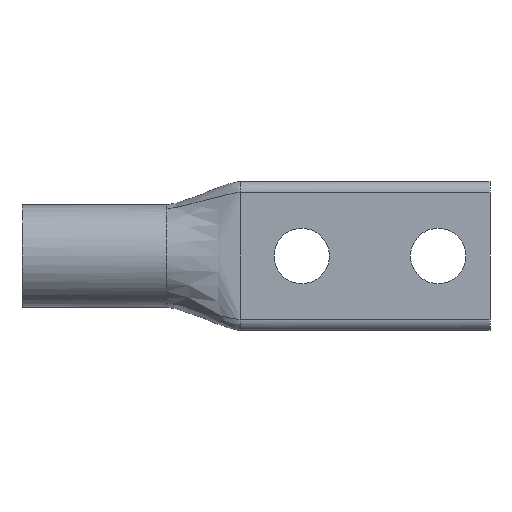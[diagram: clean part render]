
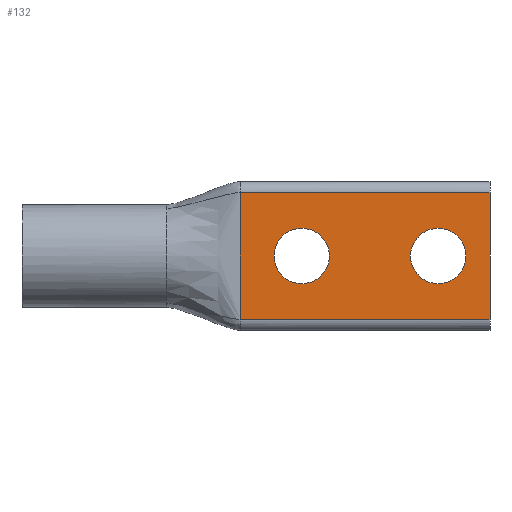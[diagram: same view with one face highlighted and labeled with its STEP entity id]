
A CAD part, front view. The second image highlights one B-rep face of the part: STEP entity #132.
In plain terms, the highlighted planar face has unit normal (0, -1, 0).
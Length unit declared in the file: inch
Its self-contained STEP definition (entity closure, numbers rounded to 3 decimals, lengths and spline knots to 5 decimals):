
#50 = ORIENTED_EDGE ( 'NONE', *, *, #531, .F. ) ;
#84 = AXIS2_PLACEMENT_3D ( 'NONE', #767, #950, #1565 ) ;
#90 = EDGE_CURVE ( 'NONE', #1459, #808, #1449, .T. ) ;
#92 = AXIS2_PLACEMENT_3D ( 'NONE', #178, #1630, #965 ) ;
#94 = CARTESIAN_POINT ( 'NONE',  ( 3.05, 0., 0.203 ) ) ;
#96 = EDGE_CURVE ( 'NONE', #840, #1312, #512, .T. ) ;
#111 = DIRECTION ( 'NONE',  ( 0., 0., 1. ) ) ;
#117 = VERTEX_POINT ( 'NONE', #94 ) ;
#119 = CARTESIAN_POINT ( 'NONE',  ( 4.53168, 0., 0.465 ) ) ;
#132 = ADVANCED_FACE ( 'NONE', ( #1208, #256, #2018 ), #414, .T. ) ;
#144 = ORIENTED_EDGE ( 'NONE', *, *, #297, .T. ) ;
#178 = CARTESIAN_POINT ( 'NONE',  ( 3.05, 0., 0. ) ) ;
#242 = CARTESIAN_POINT ( 'NONE',  ( 2.05, 0., -0.203 ) ) ;
#256 = FACE_BOUND ( 'NONE', #1780, .T. ) ;
#286 = CIRCLE ( 'NONE', #84, 0.203 ) ;
#288 = CIRCLE ( 'NONE', #92, 0.203 ) ;
#297 = EDGE_CURVE ( 'NONE', #117, #748, #286, .T. ) ;
#325 = CARTESIAN_POINT ( 'NONE',  ( 2.05, 0., 0. ) ) ;
#414 = PLANE ( 'NONE',  #418 ) ;
#418 = AXIS2_PLACEMENT_3D ( 'NONE', #893, #695, #542 ) ;
#422 = EDGE_CURVE ( 'NONE', #1157, #1977, #1488, .T. ) ;
#512 = LINE ( 'NONE', #1146, #979 ) ;
#531 = EDGE_CURVE ( 'NONE', #1312, #808, #964, .T. ) ;
#536 = CARTESIAN_POINT ( 'NONE',  ( 4.53168, 0., -0.465 ) ) ;
#542 = DIRECTION ( 'NONE',  ( 0., 0., -1. ) ) ;
#559 = ORIENTED_EDGE ( 'NONE', *, *, #1175, .T. ) ;
#695 = DIRECTION ( 'NONE',  ( 0., -1., 0. ) ) ;
#748 = VERTEX_POINT ( 'NONE', #1074 ) ;
#767 = CARTESIAN_POINT ( 'NONE',  ( 3.05, 0., 0. ) ) ;
#808 = VERTEX_POINT ( 'NONE', #1326 ) ;
#840 = VERTEX_POINT ( 'NONE', #1825 ) ;
#893 = CARTESIAN_POINT ( 'NONE',  ( 4.53168, 0., 0. ) ) ;
#903 = CARTESIAN_POINT ( 'NONE',  ( 2.05, 0., 0. ) ) ;
#942 = VECTOR ( 'NONE', #1616, 39.37008 ) ;
#950 = DIRECTION ( 'NONE',  ( 0., 1., 0. ) ) ;
#964 = LINE ( 'NONE', #536, #942 ) ;
#965 = DIRECTION ( 'NONE',  ( 0., 0., 1. ) ) ;
#979 = VECTOR ( 'NONE', #1962, 39.37008 ) ;
#1020 = ORIENTED_EDGE ( 'NONE', *, *, #1387, .T. ) ;
#1074 = CARTESIAN_POINT ( 'NONE',  ( 3.05, 0., -0.203 ) ) ;
#1077 = DIRECTION ( 'NONE',  ( 0., 1., 0. ) ) ;
#1085 = ORIENTED_EDGE ( 'NONE', *, *, #422, .T. ) ;
#1146 = CARTESIAN_POINT ( 'NONE',  ( 3.43, 0., 0. ) ) ;
#1152 = AXIS2_PLACEMENT_3D ( 'NONE', #325, #1077, #2084 ) ;
#1154 = VECTOR ( 'NONE', #1848, 39.37008 ) ;
#1157 = VERTEX_POINT ( 'NONE', #242 ) ;
#1175 = EDGE_CURVE ( 'NONE', #1977, #1157, #1830, .T. ) ;
#1201 = CARTESIAN_POINT ( 'NONE',  ( 3.43, 0., -0.465 ) ) ;
#1208 = FACE_OUTER_BOUND ( 'NONE', #1704, .T. ) ;
#1290 = ORIENTED_EDGE ( 'NONE', *, *, #90, .T. ) ;
#1312 = VERTEX_POINT ( 'NONE', #1201 ) ;
#1326 = CARTESIAN_POINT ( 'NONE',  ( 1.6, 0., -0.465 ) ) ;
#1351 = AXIS2_PLACEMENT_3D ( 'NONE', #903, #1546, #111 ) ;
#1387 = EDGE_CURVE ( 'NONE', #840, #1459, #2000, .T. ) ;
#1443 = EDGE_LOOP ( 'NONE', ( #144, #1840 ) ) ;
#1449 = LINE ( 'NONE', #1623, #2001 ) ;
#1459 = VERTEX_POINT ( 'NONE', #2052 ) ;
#1488 = CIRCLE ( 'NONE', #1152, 0.203 ) ;
#1546 = DIRECTION ( 'NONE',  ( 0., 1., 0. ) ) ;
#1565 = DIRECTION ( 'NONE',  ( 0., 0., 1. ) ) ;
#1616 = DIRECTION ( 'NONE',  ( -1., 0., 0. ) ) ;
#1623 = CARTESIAN_POINT ( 'NONE',  ( 1.6, 0., 0. ) ) ;
#1630 = DIRECTION ( 'NONE',  ( 0., 1., 0. ) ) ;
#1704 = EDGE_LOOP ( 'NONE', ( #1020, #1290, #50, #1926 ) ) ;
#1780 = EDGE_LOOP ( 'NONE', ( #559, #1085 ) ) ;
#1825 = CARTESIAN_POINT ( 'NONE',  ( 3.43, 0., 0.465 ) ) ;
#1830 = CIRCLE ( 'NONE', #1351, 0.203 ) ;
#1840 = ORIENTED_EDGE ( 'NONE', *, *, #2024, .T. ) ;
#1842 = CARTESIAN_POINT ( 'NONE',  ( 2.05, 0., 0.203 ) ) ;
#1848 = DIRECTION ( 'NONE',  ( -1., 0., 0. ) ) ;
#1926 = ORIENTED_EDGE ( 'NONE', *, *, #96, .F. ) ;
#1940 = DIRECTION ( 'NONE',  ( 0., 0., -1. ) ) ;
#1962 = DIRECTION ( 'NONE',  ( 0., 0., -1. ) ) ;
#1977 = VERTEX_POINT ( 'NONE', #1842 ) ;
#2000 = LINE ( 'NONE', #119, #1154 ) ;
#2001 = VECTOR ( 'NONE', #1940, 39.37008 ) ;
#2018 = FACE_BOUND ( 'NONE', #1443, .T. ) ;
#2024 = EDGE_CURVE ( 'NONE', #748, #117, #288, .T. ) ;
#2052 = CARTESIAN_POINT ( 'NONE',  ( 1.6, 0., 0.465 ) ) ;
#2084 = DIRECTION ( 'NONE',  ( 0., 0., 1. ) ) ;
